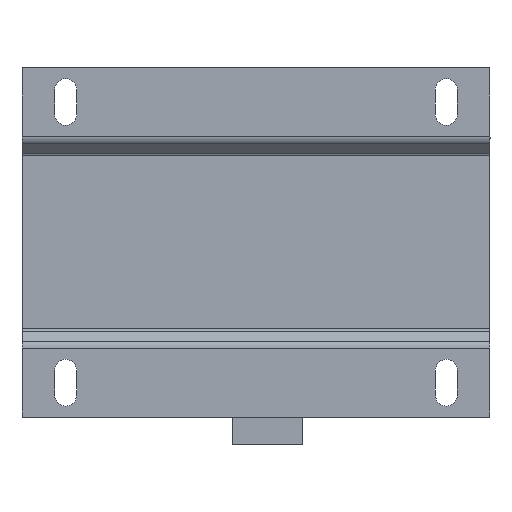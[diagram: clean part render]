
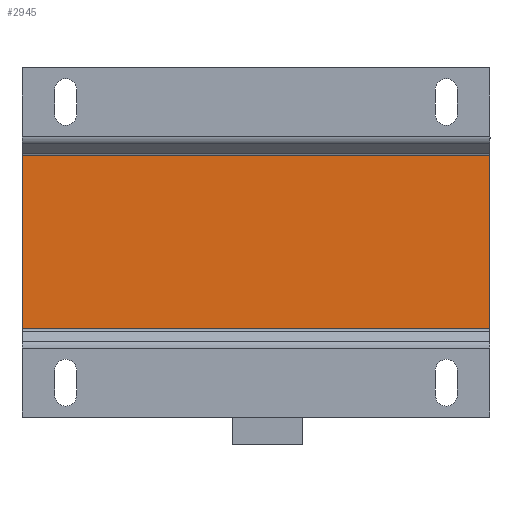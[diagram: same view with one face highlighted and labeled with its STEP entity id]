
A CAD part, front view. The second image highlights one B-rep face of the part: STEP entity #2945.
In plain terms, the highlighted planar face has unit normal (0, -1, 0).
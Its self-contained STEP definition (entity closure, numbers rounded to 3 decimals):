
#369 = LINE ( 'NONE', #4698, #7368 ) ;
#452 = ORIENTED_EDGE ( 'NONE', *, *, #5715, .F. ) ;
#680 = DIRECTION ( 'NONE',  ( -1., 0., 0. ) ) ;
#891 = DIRECTION ( 'NONE',  ( 0., 0., -1. ) ) ;
#952 = VECTOR ( 'NONE', #4713, 1000. ) ;
#1148 = AXIS2_PLACEMENT_3D ( 'NONE', #8000, #2566, #7224 ) ;
#1391 = CARTESIAN_POINT ( 'NONE',  ( 0., -64.5, -27.757 ) ) ;
#1555 = ORIENTED_EDGE ( 'NONE', *, *, #4967, .T. ) ;
#1623 = EDGE_LOOP ( 'NONE', ( #452, #6853, #1555, #2279 ) ) ;
#1682 = VECTOR ( 'NONE', #891, 1000. ) ;
#2268 = CARTESIAN_POINT ( 'NONE',  ( 75., -64.5, -27.757 ) ) ;
#2279 = ORIENTED_EDGE ( 'NONE', *, *, #7492, .F. ) ;
#2398 = CARTESIAN_POINT ( 'NONE',  ( -75., -64.5, 27.757 ) ) ;
#2566 = DIRECTION ( 'NONE',  ( 0., 1., 0. ) ) ;
#2732 = DIRECTION ( 'NONE',  ( -1., 0., 0. ) ) ;
#2746 = CARTESIAN_POINT ( 'NONE',  ( 75., -64.5, 27.757 ) ) ;
#2765 = VECTOR ( 'NONE', #2732, 1000. ) ;
#2945 = ADVANCED_FACE ( 'NONE', ( #7108 ), #7259, .F. ) ;
#3039 = VERTEX_POINT ( 'NONE', #6771 ) ;
#3277 = VERTEX_POINT ( 'NONE', #2268 ) ;
#3281 = EDGE_CURVE ( 'NONE', #5075, #3277, #4321, .T. ) ;
#4321 = LINE ( 'NONE', #4914, #1682 ) ;
#4698 = CARTESIAN_POINT ( 'NONE',  ( 0., -64.5, 27.757 ) ) ;
#4713 = DIRECTION ( 'NONE',  ( 0., 0., 1. ) ) ;
#4914 = CARTESIAN_POINT ( 'NONE',  ( 75., -64.5, 56. ) ) ;
#4967 = EDGE_CURVE ( 'NONE', #5075, #5885, #369, .T. ) ;
#5075 = VERTEX_POINT ( 'NONE', #2746 ) ;
#5715 = EDGE_CURVE ( 'NONE', #3277, #3039, #5903, .T. ) ;
#5885 = VERTEX_POINT ( 'NONE', #2398 ) ;
#5903 = LINE ( 'NONE', #1391, #2765 ) ;
#6771 = CARTESIAN_POINT ( 'NONE',  ( -75., -64.5, -27.757 ) ) ;
#6853 = ORIENTED_EDGE ( 'NONE', *, *, #3281, .F. ) ;
#7108 = FACE_OUTER_BOUND ( 'NONE', #1623, .T. ) ;
#7224 = DIRECTION ( 'NONE',  ( 1., 0., 0. ) ) ;
#7259 = PLANE ( 'NONE',  #1148 ) ;
#7281 = CARTESIAN_POINT ( 'NONE',  ( -75., -64.5, 56. ) ) ;
#7368 = VECTOR ( 'NONE', #680, 1000. ) ;
#7492 = EDGE_CURVE ( 'NONE', #3039, #5885, #8584, .T. ) ;
#8000 = CARTESIAN_POINT ( 'NONE',  ( 0., -64.5, 0. ) ) ;
#8584 = LINE ( 'NONE', #7281, #952 ) ;
